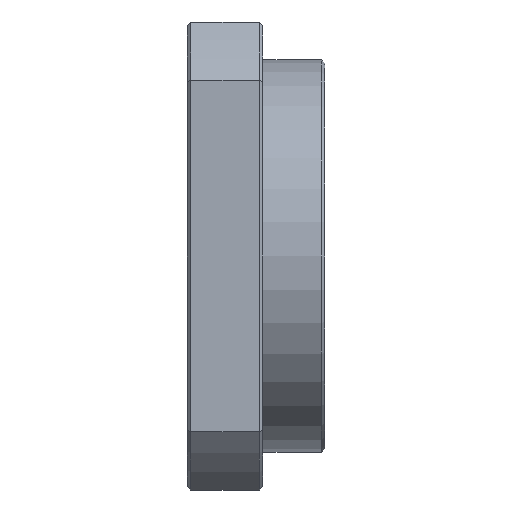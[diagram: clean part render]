
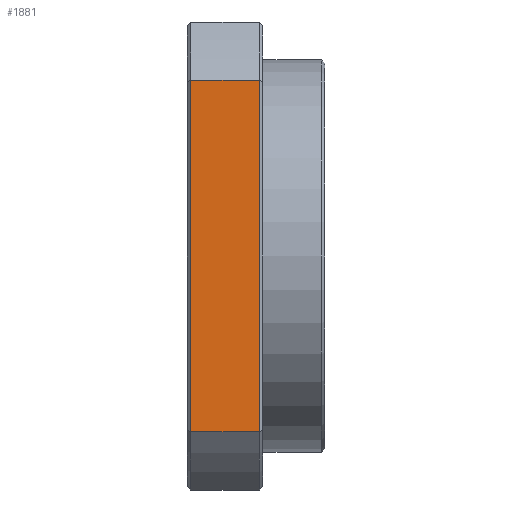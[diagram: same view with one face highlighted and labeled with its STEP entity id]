
A CAD part, front view. The second image highlights one B-rep face of the part: STEP entity #1881.
In plain terms, the highlighted planar face has unit normal (0, -1, 0).
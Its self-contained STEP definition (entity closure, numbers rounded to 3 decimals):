
#351 = EDGE_CURVE ( 'NONE', #352, #375, #2561, .T. ) ;
#352 = VERTEX_POINT ( 'NONE', #2556 ) ;
#358 = EDGE_CURVE ( 'NONE', #359, #360, #2610, .T. ) ;
#359 = VERTEX_POINT ( 'NONE', #2606 ) ;
#360 = VERTEX_POINT ( 'NONE', #2605 ) ;
#375 = VERTEX_POINT ( 'NONE', #2640 ) ;
#986 = DIRECTION ( 'NONE',  ( 0., 0., 1. ) ) ;
#987 = VECTOR ( 'NONE', #986, 1000. ) ;
#988 = CARTESIAN_POINT ( 'NONE',  ( 10.5, -34., 25.5 ) ) ;
#989 = LINE ( 'NONE', #988, #987 ) ;
#1028 = DIRECTION ( 'NONE',  ( 0., 0., -1. ) ) ;
#1029 = VECTOR ( 'NONE', #1028, 1000. ) ;
#1030 = CARTESIAN_POINT ( 'NONE',  ( 0.5, -34., -25.5 ) ) ;
#1031 = DIRECTION ( 'NONE',  ( 0., 0., -1. ) ) ;
#1032 = DIRECTION ( 'NONE',  ( 0., -1., 0. ) ) ;
#1033 = CARTESIAN_POINT ( 'NONE',  ( 50., -34., -34. ) ) ;
#1034 = AXIS2_PLACEMENT_3D ( 'NONE', #1033, #1032, #1031 ) ;
#1035 = PLANE ( 'NONE',  #1034 ) ;
#1036 = LINE ( 'NONE', #1030, #1029 ) ;
#1037 = FACE_OUTER_BOUND ( 'NONE', #1875, .T. ) ;
#1867 = ORIENTED_EDGE ( 'NONE', *, *, #1883, .T. ) ;
#1868 = ORIENTED_EDGE ( 'NONE', *, *, #1878, .T. ) ;
#1875 = EDGE_LOOP ( 'NONE', ( #1876, #1867, #1877, #1868 ) ) ;
#1876 = ORIENTED_EDGE ( 'NONE', *, *, #351, .T. ) ;
#1877 = ORIENTED_EDGE ( 'NONE', *, *, #358, .T. ) ;
#1878 = EDGE_CURVE ( 'NONE', #360, #352, #989, .T. ) ;
#1881 = ADVANCED_FACE ( 'NONE', ( #1037 ), #1035, .T. ) ;
#1883 = EDGE_CURVE ( 'NONE', #375, #359, #1036, .T. ) ;
#2556 = CARTESIAN_POINT ( 'NONE',  ( 10.5, -34., 25.5 ) ) ;
#2558 = DIRECTION ( 'NONE',  ( -1., 0., 0. ) ) ;
#2559 = VECTOR ( 'NONE', #2558, 1000. ) ;
#2560 = CARTESIAN_POINT ( 'NONE',  ( -81.647, -34., 25.5 ) ) ;
#2561 = LINE ( 'NONE', #2560, #2559 ) ;
#2605 = CARTESIAN_POINT ( 'NONE',  ( 10.5, -34., -25.5 ) ) ;
#2606 = CARTESIAN_POINT ( 'NONE',  ( 0.5, -34., -25.5 ) ) ;
#2607 = DIRECTION ( 'NONE',  ( 1., 0., 0. ) ) ;
#2608 = VECTOR ( 'NONE', #2607, 1000. ) ;
#2609 = CARTESIAN_POINT ( 'NONE',  ( -81.647, -34., -25.5 ) ) ;
#2610 = LINE ( 'NONE', #2609, #2608 ) ;
#2640 = CARTESIAN_POINT ( 'NONE',  ( 0.5, -34., 25.5 ) ) ;
